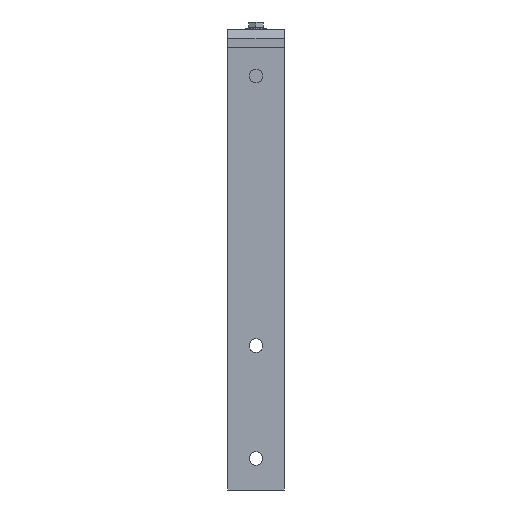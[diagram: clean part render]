
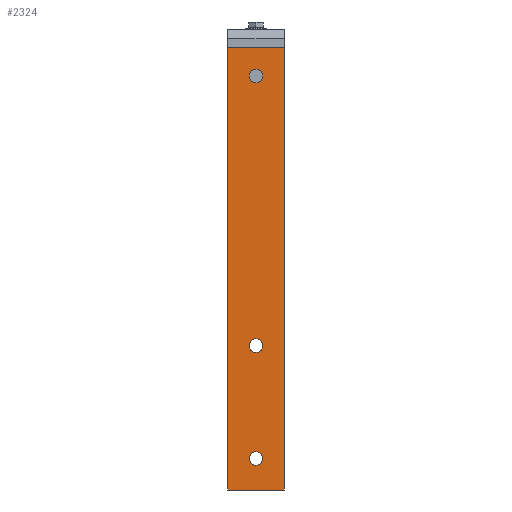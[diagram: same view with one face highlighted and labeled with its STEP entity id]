
A CAD part, front view. The second image highlights one B-rep face of the part: STEP entity #2324.
In plain terms, the highlighted planar face has unit normal (0, -1, 0).
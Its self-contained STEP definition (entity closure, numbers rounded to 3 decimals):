
#32 = AXIS2_PLACEMENT_3D ( 'NONE', #1873, #3168, #2546 ) ;
#56 = CIRCLE ( 'NONE', #392, 6. ) ;
#81 = CARTESIAN_POINT ( 'NONE',  ( -25., 0., 0. ) ) ;
#102 = LINE ( 'NONE', #460, #1848 ) ;
#125 = DIRECTION ( 'NONE',  ( 0., -1., 0. ) ) ;
#245 = CARTESIAN_POINT ( 'NONE',  ( 0., 0., 361. ) ) ;
#246 = CIRCLE ( 'NONE', #2616, 6. ) ;
#309 = ORIENTED_EDGE ( 'NONE', *, *, #2201, .F. ) ;
#391 = CARTESIAN_POINT ( 'NONE',  ( 0., 0., 134. ) ) ;
#392 = AXIS2_PLACEMENT_3D ( 'NONE', #2557, #1868, #3793 ) ;
#432 = AXIS2_PLACEMENT_3D ( 'NONE', #3755, #1854, #1135 ) ;
#442 = EDGE_CURVE ( 'NONE', #1247, #1105, #2246, .T. ) ;
#450 = DIRECTION ( 'NONE',  ( 0., 0., -1. ) ) ;
#460 = CARTESIAN_POINT ( 'NONE',  ( -25., 0., 392. ) ) ;
#474 = ORIENTED_EDGE ( 'NONE', *, *, #442, .F. ) ;
#490 = DIRECTION ( 'NONE',  ( 0., -1., 0. ) ) ;
#529 = EDGE_LOOP ( 'NONE', ( #3108, #1403 ) ) ;
#554 = FACE_BOUND ( 'NONE', #3069, .T. ) ;
#693 = DIRECTION ( 'NONE',  ( 0., 0., -1. ) ) ;
#739 = CARTESIAN_POINT ( 'NONE',  ( 0., 0., 128. ) ) ;
#740 = CARTESIAN_POINT ( 'NONE',  ( -25., 0., 392. ) ) ;
#747 = EDGE_CURVE ( 'NONE', #3111, #3939, #3542, .T. ) ;
#763 = DIRECTION ( 'NONE',  ( 0., 0., -1. ) ) ;
#852 = CARTESIAN_POINT ( 'NONE',  ( 0., 0., 128. ) ) ;
#857 = DIRECTION ( 'NONE',  ( 0., -1., 0. ) ) ;
#910 = CARTESIAN_POINT ( 'NONE',  ( -25., 0., 392. ) ) ;
#1103 = CARTESIAN_POINT ( 'NONE',  ( 0., 0., 373. ) ) ;
#1105 = VERTEX_POINT ( 'NONE', #2039 ) ;
#1128 = VERTEX_POINT ( 'NONE', #1405 ) ;
#1133 = DIRECTION ( 'NONE',  ( 1., 0., 0. ) ) ;
#1135 = DIRECTION ( 'NONE',  ( 0., 0., -1. ) ) ;
#1164 = LINE ( 'NONE', #1775, #1991 ) ;
#1187 = FACE_BOUND ( 'NONE', #2634, .T. ) ;
#1206 = FACE_OUTER_BOUND ( 'NONE', #4147, .T. ) ;
#1247 = VERTEX_POINT ( 'NONE', #2786 ) ;
#1403 = ORIENTED_EDGE ( 'NONE', *, *, #1496, .F. ) ;
#1405 = CARTESIAN_POINT ( 'NONE',  ( 25., 0., 0. ) ) ;
#1456 = CARTESIAN_POINT ( 'NONE',  ( 25., 0., 392. ) ) ;
#1496 = EDGE_CURVE ( 'NONE', #3939, #3111, #1685, .T. ) ;
#1532 = ORIENTED_EDGE ( 'NONE', *, *, #2541, .F. ) ;
#1600 = CARTESIAN_POINT ( 'NONE',  ( -25., 0., 392. ) ) ;
#1685 = CIRCLE ( 'NONE', #1883, 6. ) ;
#1750 = EDGE_CURVE ( 'NONE', #3762, #1128, #3684, .T. ) ;
#1775 = CARTESIAN_POINT ( 'NONE',  ( -25., 0., 0. ) ) ;
#1780 = DIRECTION ( 'NONE',  ( 0., 0., -1. ) ) ;
#1848 = VECTOR ( 'NONE', #1133, 1000. ) ;
#1854 = DIRECTION ( 'NONE',  ( 0., -1., 0. ) ) ;
#1868 = DIRECTION ( 'NONE',  ( 0., -1., 0. ) ) ;
#1873 = CARTESIAN_POINT ( 'NONE',  ( 0., 0., 367. ) ) ;
#1883 = AXIS2_PLACEMENT_3D ( 'NONE', #739, #857, #763 ) ;
#1991 = VECTOR ( 'NONE', #2414, 1000. ) ;
#1993 = LINE ( 'NONE', #740, #4101 ) ;
#2039 = CARTESIAN_POINT ( 'NONE',  ( 0., 0., 34. ) ) ;
#2077 = EDGE_CURVE ( 'NONE', #3663, #1128, #1164, .T. ) ;
#2140 = DIRECTION ( 'NONE',  ( 0., 1., 0. ) ) ;
#2201 = EDGE_CURVE ( 'NONE', #3791, #3352, #246, .T. ) ;
#2227 = CIRCLE ( 'NONE', #32, 6. ) ;
#2246 = CIRCLE ( 'NONE', #432, 6. ) ;
#2324 = ADVANCED_FACE ( 'NONE', ( #1187, #3515, #554, #1206 ), #2500, .F. ) ;
#2380 = EDGE_CURVE ( 'NONE', #3352, #3791, #2227, .T. ) ;
#2408 = EDGE_CURVE ( 'NONE', #3802, #3663, #1993, .T. ) ;
#2414 = DIRECTION ( 'NONE',  ( 1., 0., 0. ) ) ;
#2478 = DIRECTION ( 'NONE',  ( 0., 0., 1. ) ) ;
#2500 = PLANE ( 'NONE',  #4080 ) ;
#2513 = ORIENTED_EDGE ( 'NONE', *, *, #1750, .F. ) ;
#2541 = EDGE_CURVE ( 'NONE', #3802, #3762, #102, .T. ) ;
#2546 = DIRECTION ( 'NONE',  ( 0., 0., -1. ) ) ;
#2557 = CARTESIAN_POINT ( 'NONE',  ( 0., 0., 28. ) ) ;
#2613 = CARTESIAN_POINT ( 'NONE',  ( 25., 0., 392. ) ) ;
#2616 = AXIS2_PLACEMENT_3D ( 'NONE', #3043, #125, #450 ) ;
#2634 = EDGE_LOOP ( 'NONE', ( #474, #4045 ) ) ;
#2786 = CARTESIAN_POINT ( 'NONE',  ( 0., 0., 22. ) ) ;
#2806 = EDGE_CURVE ( 'NONE', #1105, #1247, #56, .T. ) ;
#3043 = CARTESIAN_POINT ( 'NONE',  ( 0., 0., 367. ) ) ;
#3069 = EDGE_LOOP ( 'NONE', ( #309, #3964 ) ) ;
#3108 = ORIENTED_EDGE ( 'NONE', *, *, #747, .F. ) ;
#3111 = VERTEX_POINT ( 'NONE', #3418 ) ;
#3168 = DIRECTION ( 'NONE',  ( 0., -1., 0. ) ) ;
#3352 = VERTEX_POINT ( 'NONE', #1103 ) ;
#3418 = CARTESIAN_POINT ( 'NONE',  ( 0., 0., 122. ) ) ;
#3515 = FACE_BOUND ( 'NONE', #529, .T. ) ;
#3519 = VECTOR ( 'NONE', #693, 1000. ) ;
#3542 = CIRCLE ( 'NONE', #3555, 6. ) ;
#3555 = AXIS2_PLACEMENT_3D ( 'NONE', #852, #490, #1780 ) ;
#3606 = DIRECTION ( 'NONE',  ( 0., 0., -1. ) ) ;
#3663 = VERTEX_POINT ( 'NONE', #81 ) ;
#3684 = LINE ( 'NONE', #2613, #3519 ) ;
#3755 = CARTESIAN_POINT ( 'NONE',  ( 0., 0., 28. ) ) ;
#3762 = VERTEX_POINT ( 'NONE', #1456 ) ;
#3791 = VERTEX_POINT ( 'NONE', #245 ) ;
#3793 = DIRECTION ( 'NONE',  ( 0., 0., -1. ) ) ;
#3797 = ORIENTED_EDGE ( 'NONE', *, *, #2077, .T. ) ;
#3802 = VERTEX_POINT ( 'NONE', #1600 ) ;
#3939 = VERTEX_POINT ( 'NONE', #391 ) ;
#3956 = ORIENTED_EDGE ( 'NONE', *, *, #2408, .T. ) ;
#3964 = ORIENTED_EDGE ( 'NONE', *, *, #2380, .F. ) ;
#4045 = ORIENTED_EDGE ( 'NONE', *, *, #2806, .F. ) ;
#4080 = AXIS2_PLACEMENT_3D ( 'NONE', #910, #2140, #2478 ) ;
#4101 = VECTOR ( 'NONE', #3606, 1000. ) ;
#4147 = EDGE_LOOP ( 'NONE', ( #3797, #2513, #1532, #3956 ) ) ;
